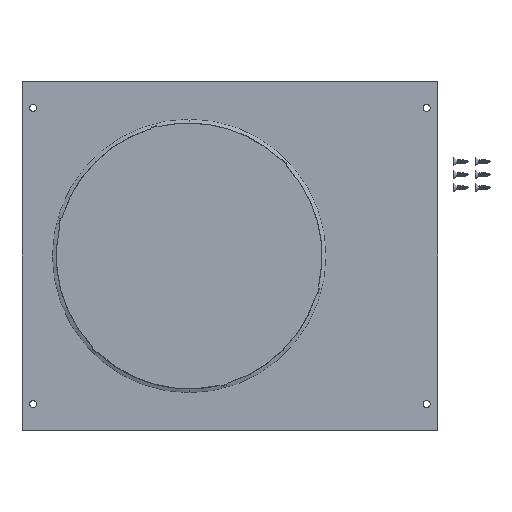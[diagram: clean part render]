
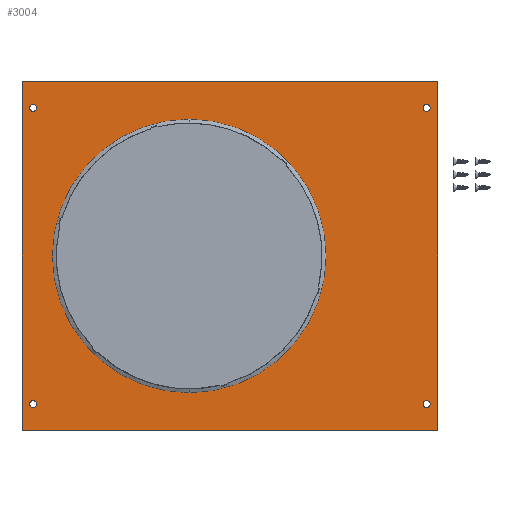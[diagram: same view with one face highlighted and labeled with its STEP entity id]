
A CAD part, front view. The second image highlights one B-rep face of the part: STEP entity #3004.
In plain terms, the highlighted planar face has unit normal (0, -1, 0).
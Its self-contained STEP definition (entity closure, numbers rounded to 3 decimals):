
#36 = FACE_BOUND ( 'NONE', #6967, .T. ) ;
#121 = ORIENTED_EDGE ( 'NONE', *, *, #4238, .T. ) ;
#220 = ORIENTED_EDGE ( 'NONE', *, *, #4289, .T. ) ;
#259 = FACE_BOUND ( 'NONE', #1835, .T. ) ;
#263 = ORIENTED_EDGE ( 'NONE', *, *, #3941, .T. ) ;
#297 = DIRECTION ( 'NONE',  ( 0., 0., -1. ) ) ;
#320 = DIRECTION ( 'NONE',  ( 0., 0., -1. ) ) ;
#375 = VERTEX_POINT ( 'NONE', #6565 ) ;
#453 = DIRECTION ( 'NONE',  ( 0., 0., -1. ) ) ;
#455 = DIRECTION ( 'NONE',  ( 0., 1., 0. ) ) ;
#464 = CARTESIAN_POINT ( 'NONE',  ( -225.95, -4., -170. ) ) ;
#539 = CIRCLE ( 'NONE', #2904, 4. ) ;
#665 = ORIENTED_EDGE ( 'NONE', *, *, #4402, .T. ) ;
#715 = ORIENTED_EDGE ( 'NONE', *, *, #4246, .T. ) ;
#750 = EDGE_LOOP ( 'NONE', ( #665, #121, #1020, #715 ) ) ;
#751 = CARTESIAN_POINT ( 'NONE',  ( -225.95, -4., 166. ) ) ;
#863 = CARTESIAN_POINT ( 'NONE',  ( 225.95, -4., 170. ) ) ;
#885 = CARTESIAN_POINT ( 'NONE',  ( -225.95, -4., 170. ) ) ;
#893 = CIRCLE ( 'NONE', #2836, 4. ) ;
#911 = CIRCLE ( 'NONE', #3124, 4. ) ;
#1012 = DIRECTION ( 'NONE',  ( 0., -1., 0. ) ) ;
#1020 = ORIENTED_EDGE ( 'NONE', *, *, #4239, .T. ) ;
#1071 = CIRCLE ( 'NONE', #3125, 4. ) ;
#1173 = VECTOR ( 'NONE', #1357, 1000. ) ;
#1179 = CIRCLE ( 'NONE', #2943, 4. ) ;
#1190 = ORIENTED_EDGE ( 'NONE', *, *, #3954, .T. ) ;
#1219 = CIRCLE ( 'NONE', #2888, 157. ) ;
#1260 = CARTESIAN_POINT ( 'NONE',  ( 238.75, -4., 200. ) ) ;
#1357 = DIRECTION ( 'NONE',  ( -1., 0., 0. ) ) ;
#1410 = DIRECTION ( 'NONE',  ( 0., 1., 0. ) ) ;
#1439 = DIRECTION ( 'NONE',  ( 0., 1., 0. ) ) ;
#1485 = LINE ( 'NONE', #1535, #1173 ) ;
#1493 = ORIENTED_EDGE ( 'NONE', *, *, #3096, .T. ) ;
#1523 = DIRECTION ( 'NONE',  ( 0., 0., 1. ) ) ;
#1535 = CARTESIAN_POINT ( 'NONE',  ( -238.75, -4., 200. ) ) ;
#1560 = CARTESIAN_POINT ( 'NONE',  ( 238.75, -4., 200. ) ) ;
#1572 = CARTESIAN_POINT ( 'NONE',  ( 225.95, -4., -174. ) ) ;
#1597 = CARTESIAN_POINT ( 'NONE',  ( -238.75, -4., -200. ) ) ;
#1624 = VECTOR ( 'NONE', #3962, 1000. ) ;
#1644 = DIRECTION ( 'NONE',  ( 0., -1., 0. ) ) ;
#1674 = ORIENTED_EDGE ( 'NONE', *, *, #3961, .T. ) ;
#1744 = FACE_BOUND ( 'NONE', #4829, .T. ) ;
#1835 = EDGE_LOOP ( 'NONE', ( #6858, #2777 ) ) ;
#2025 = ORIENTED_EDGE ( 'NONE', *, *, #4509, .T. ) ;
#2389 = VERTEX_POINT ( 'NONE', #1260 ) ;
#2456 = CARTESIAN_POINT ( 'NONE',  ( 225.95, -4., 174. ) ) ;
#2621 = DIRECTION ( 'NONE',  ( 0., 0., -1. ) ) ;
#2640 = CARTESIAN_POINT ( 'NONE',  ( -225.95, -4., 174. ) ) ;
#2767 = VERTEX_POINT ( 'NONE', #3359 ) ;
#2777 = ORIENTED_EDGE ( 'NONE', *, *, #3977, .F. ) ;
#2836 = AXIS2_PLACEMENT_3D ( 'NONE', #3506, #3505, #3451 ) ;
#2888 = AXIS2_PLACEMENT_3D ( 'NONE', #6249, #6226, #4377 ) ;
#2892 = CIRCLE ( 'NONE', #3126, 4. ) ;
#2904 = AXIS2_PLACEMENT_3D ( 'NONE', #7029, #7017, #5847 ) ;
#2943 = AXIS2_PLACEMENT_3D ( 'NONE', #464, #455, #453 ) ;
#2952 = VERTEX_POINT ( 'NONE', #751 ) ;
#2986 = AXIS2_PLACEMENT_3D ( 'NONE', #4019, #3893, #3892 ) ;
#3004 = ADVANCED_FACE ( 'NONE', ( #1744, #5404, #259, #5342, #36, #3617 ), #6700, .T. ) ;
#3096 = EDGE_CURVE ( 'NONE', #375, #4903, #6108, .T. ) ;
#3124 = AXIS2_PLACEMENT_3D ( 'NONE', #6916, #4201, #5424 ) ;
#3125 = AXIS2_PLACEMENT_3D ( 'NONE', #885, #1439, #297 ) ;
#3126 = AXIS2_PLACEMENT_3D ( 'NONE', #5117, #3855, #320 ) ;
#3329 = LINE ( 'NONE', #5826, #6619 ) ;
#3345 = VERTEX_POINT ( 'NONE', #4380 ) ;
#3359 = CARTESIAN_POINT ( 'NONE',  ( -225.95, -4., -166. ) ) ;
#3371 = AXIS2_PLACEMENT_3D ( 'NONE', #863, #1410, #2621 ) ;
#3395 = AXIS2_PLACEMENT_3D ( 'NONE', #4511, #1012, #4452 ) ;
#3420 = LINE ( 'NONE', #1597, #1624 ) ;
#3451 = DIRECTION ( 'NONE',  ( 0., 0., -1. ) ) ;
#3477 = ORIENTED_EDGE ( 'NONE', *, *, #4206, .T. ) ;
#3505 = DIRECTION ( 'NONE',  ( 0., 1., 0. ) ) ;
#3506 = CARTESIAN_POINT ( 'NONE',  ( 225.95, -4., -170. ) ) ;
#3533 = CIRCLE ( 'NONE', #6370, 157. ) ;
#3617 = FACE_BOUND ( 'NONE', #4404, .T. ) ;
#3729 = EDGE_LOOP ( 'NONE', ( #2025, #263 ) ) ;
#3786 = VERTEX_POINT ( 'NONE', #4975 ) ;
#3855 = DIRECTION ( 'NONE',  ( 0., 1., 0. ) ) ;
#3892 = DIRECTION ( 'NONE',  ( 0., 0., -1. ) ) ;
#3893 = DIRECTION ( 'NONE',  ( 0., 1., 0. ) ) ;
#3941 = EDGE_CURVE ( 'NONE', #6909, #5820, #2892, .T. ) ;
#3954 = EDGE_CURVE ( 'NONE', #2952, #6434, #1071, .T. ) ;
#3961 = EDGE_CURVE ( 'NONE', #3786, #2767, #911, .T. ) ;
#3962 = DIRECTION ( 'NONE',  ( 1., 0., 0. ) ) ;
#3977 = EDGE_CURVE ( 'NONE', #5508, #5698, #3533, .T. ) ;
#4019 = CARTESIAN_POINT ( 'NONE',  ( -225.95, -4., 170. ) ) ;
#4201 = DIRECTION ( 'NONE',  ( 0., 1., 0. ) ) ;
#4206 = EDGE_CURVE ( 'NONE', #6434, #2952, #5128, .T. ) ;
#4238 = EDGE_CURVE ( 'NONE', #4423, #5686, #3420, .T. ) ;
#4239 = EDGE_CURVE ( 'NONE', #5686, #2389, #5614, .T. ) ;
#4246 = EDGE_CURVE ( 'NONE', #2389, #3345, #1485, .T. ) ;
#4289 = EDGE_CURVE ( 'NONE', #2767, #3786, #1179, .T. ) ;
#4338 = EDGE_CURVE ( 'NONE', #4903, #375, #539, .T. ) ;
#4373 = EDGE_CURVE ( 'NONE', #5698, #5508, #1219, .T. ) ;
#4377 = DIRECTION ( 'NONE',  ( 0., 0., -1. ) ) ;
#4380 = CARTESIAN_POINT ( 'NONE',  ( -238.75, -4., 200. ) ) ;
#4402 = EDGE_CURVE ( 'NONE', #3345, #4423, #3329, .T. ) ;
#4404 = EDGE_LOOP ( 'NONE', ( #220, #1674 ) ) ;
#4423 = VERTEX_POINT ( 'NONE', #5282 ) ;
#4452 = DIRECTION ( 'NONE',  ( 0., 0., -1. ) ) ;
#4509 = EDGE_CURVE ( 'NONE', #5820, #6909, #893, .T. ) ;
#4511 = CARTESIAN_POINT ( 'NONE',  ( -238.75, -4., -200. ) ) ;
#4829 = EDGE_LOOP ( 'NONE', ( #3477, #1190 ) ) ;
#4903 = VERTEX_POINT ( 'NONE', #2456 ) ;
#4975 = CARTESIAN_POINT ( 'NONE',  ( -225.95, -4., -174. ) ) ;
#5092 = CARTESIAN_POINT ( 'NONE',  ( -46.75, -4., 0. ) ) ;
#5117 = CARTESIAN_POINT ( 'NONE',  ( 225.95, -4., -170. ) ) ;
#5128 = CIRCLE ( 'NONE', #2986, 4. ) ;
#5282 = CARTESIAN_POINT ( 'NONE',  ( -238.75, -4., -200. ) ) ;
#5342 = FACE_OUTER_BOUND ( 'NONE', #750, .T. ) ;
#5404 = FACE_BOUND ( 'NONE', #3729, .T. ) ;
#5424 = DIRECTION ( 'NONE',  ( 0., 0., -1. ) ) ;
#5441 = ORIENTED_EDGE ( 'NONE', *, *, #4338, .T. ) ;
#5508 = VERTEX_POINT ( 'NONE', #5995 ) ;
#5614 = LINE ( 'NONE', #1560, #5883 ) ;
#5686 = VERTEX_POINT ( 'NONE', #5894 ) ;
#5698 = VERTEX_POINT ( 'NONE', #5877 ) ;
#5782 = CARTESIAN_POINT ( 'NONE',  ( 225.95, -4., -166. ) ) ;
#5820 = VERTEX_POINT ( 'NONE', #5782 ) ;
#5826 = CARTESIAN_POINT ( 'NONE',  ( -238.75, -4., 200. ) ) ;
#5842 = DIRECTION ( 'NONE',  ( 0., 0., -1. ) ) ;
#5847 = DIRECTION ( 'NONE',  ( 0., 0., -1. ) ) ;
#5877 = CARTESIAN_POINT ( 'NONE',  ( -46.75, -4., 157. ) ) ;
#5883 = VECTOR ( 'NONE', #1523, 1000. ) ;
#5894 = CARTESIAN_POINT ( 'NONE',  ( 238.75, -4., -200. ) ) ;
#5995 = CARTESIAN_POINT ( 'NONE',  ( -46.75, -4., -157. ) ) ;
#6108 = CIRCLE ( 'NONE', #3371, 4. ) ;
#6226 = DIRECTION ( 'NONE',  ( 0., -1., 0. ) ) ;
#6249 = CARTESIAN_POINT ( 'NONE',  ( -46.75, -4., 0. ) ) ;
#6370 = AXIS2_PLACEMENT_3D ( 'NONE', #5092, #1644, #7362 ) ;
#6434 = VERTEX_POINT ( 'NONE', #2640 ) ;
#6565 = CARTESIAN_POINT ( 'NONE',  ( 225.95, -4., 166. ) ) ;
#6619 = VECTOR ( 'NONE', #5842, 1000. ) ;
#6700 = PLANE ( 'NONE',  #3395 ) ;
#6858 = ORIENTED_EDGE ( 'NONE', *, *, #4373, .F. ) ;
#6909 = VERTEX_POINT ( 'NONE', #1572 ) ;
#6916 = CARTESIAN_POINT ( 'NONE',  ( -225.95, -4., -170. ) ) ;
#6967 = EDGE_LOOP ( 'NONE', ( #5441, #1493 ) ) ;
#7017 = DIRECTION ( 'NONE',  ( 0., 1., 0. ) ) ;
#7029 = CARTESIAN_POINT ( 'NONE',  ( 225.95, -4., 170. ) ) ;
#7362 = DIRECTION ( 'NONE',  ( 0., 0., -1. ) ) ;
